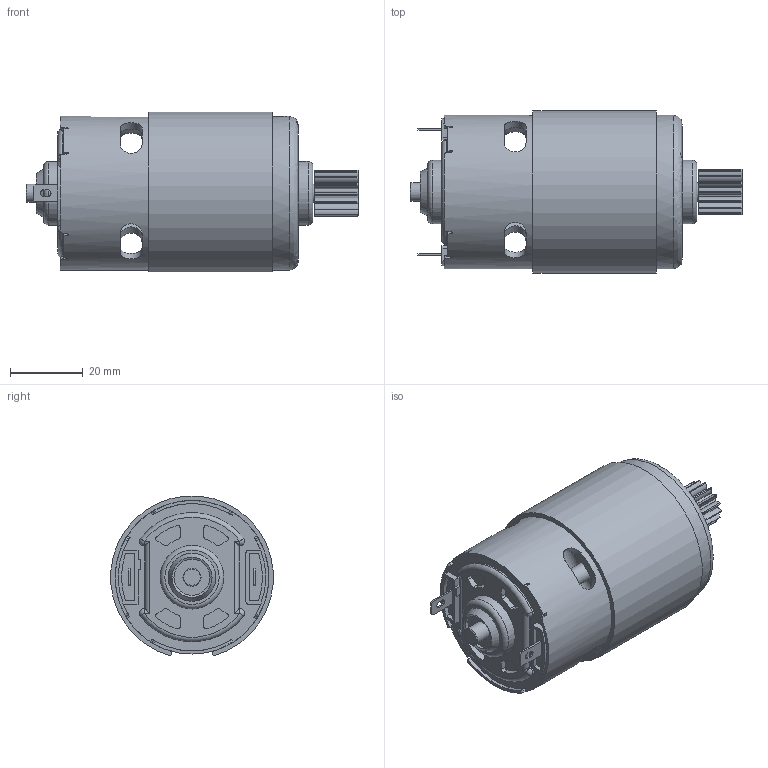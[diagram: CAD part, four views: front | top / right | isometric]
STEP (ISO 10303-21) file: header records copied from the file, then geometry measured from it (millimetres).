
FILE_DESCRIPTION (( 'STEP AP214' ), '1' );
FILE_NAME ('am-3775a_16T 775a RedLine with 16T Pinion.STEP', '2018-12-06T16:24:24', ( '' ), ( '' ), 'SwSTEP 2.0', 'SolidWorks 2018', '' );
FILE_SCHEMA (( 'AUTOMOTIVE_DESIGN' ));
Length unit declared in the file: millimetre
Products named in the file (1): am-3775a_16T 775a RedLine with 16T Pinion
Bounding box: 91.38 x 44.66 x 43.98 mm (x, y, z)
Volume: 53018.8 mm3; surface area: 24491.1 mm2
Topology: 2 solids, 10 shells, 459 faces, 1229 edges, 808 vertices
Faces by surface type: cylinder 202, plane 144, bspline 97, torus 7, cone 5, sphere 4
Full cylindrical faces by diameter (mm): 3.3 x2, 5 x5, 9.906 x1, 17.5 x2, 37.95 x2, 42.3 x1
Entity records: 23208 total; most frequent: CARTESIAN_POINT 7224, ORIENTED_EDGE 2372, DIRECTION 2044, EDGE_CURVE 1186, VERTEX_POINT 794, AXIS2_PLACEMENT_3D 742, LINE 560, VECTOR 560
